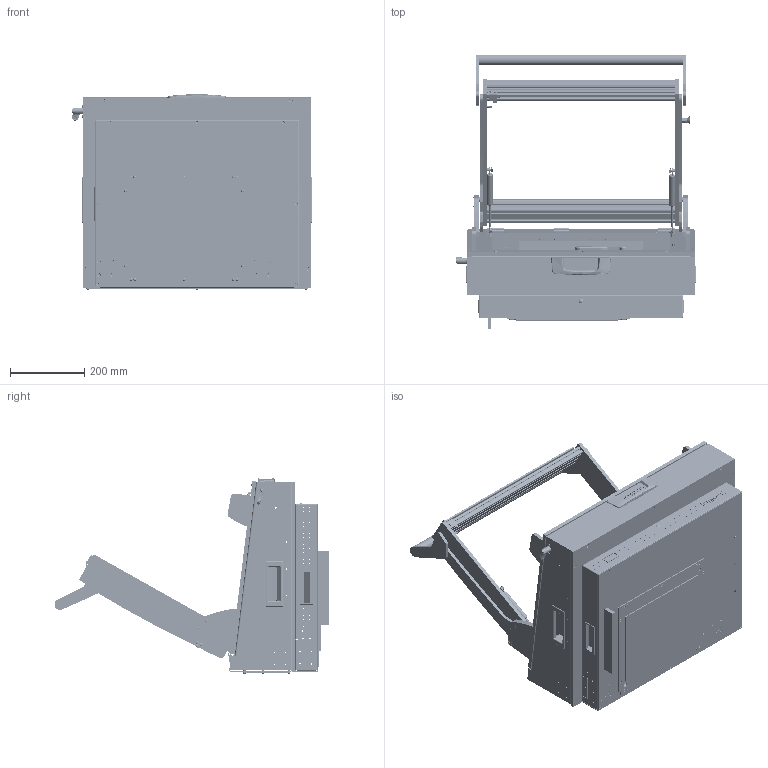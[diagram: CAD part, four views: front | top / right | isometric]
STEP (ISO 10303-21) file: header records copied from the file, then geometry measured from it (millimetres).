
FILE_DESCRIPTION (( 'STEP AP214' ), '1' );
FILE_NAME ('INGUN_33764_open.STEP', '2021-03-01T08:54:54', ( '' ), ( '' ), 'SwSTEP 2.0', 'SolidWorks 2018', '' );
FILE_SCHEMA (( 'AUTOMOTIVE_DESIGN' ));
Length unit declared in the file: millimetre
Products named in the file (121): DIN125~n_05,3 M05,0 Fase; ISO7380~n_M03,0x005; 32171~0_S; DIN912~n_M04,0x012; 31442~5_S; 40513~4_KUNDE<S>; 20902~0; DIN934~n_M04,0; 48728~1_S; 32462~0_S; 2281~0_180ø<Standard>; 37973~3_S; 37972~6_S; DIN7991~n_M04,0x010; 109935~0_KUNDE<S>; 50891~0_KUNDE<S>; 37188~1_S; 9442~0; DIN6325~n_03,0m6x010; 2184~17; DIN985-A2~n_M05,0; DIN7991~n_M05,0x020; 109771~0_offen<S>; DIN6325~n_04,0m6x016; DIN6325~n_04,0m6x024; DIN985-A2~n_M04,0; 53734~1_KUNDE<S>; 31666~1_S; 110322~4_S; 110443~0_S; 8804~0; 37790~9_KUNDE offen<S>; DIN7991~n_M03,0x010 VA; 31109~0; 37967~1_flex <Standard>; 21332~0; 21332_01~0; 30915~0; 2281~0; 53032~0_S ...
Assembly tree (317 placements, depth 5):
  INGUN_33764_open
    46195~1_KUNDE<S>
      2184~17
      9938~11
      2181~6
      46194~1
      9905~1_S
      50891~0_KUNDE<S>
        8857~0_KUNDE<S>
      8859~3  x2
      9442~0  x2
      3064~0_S
      33434~6
      32171~0_S
      53032~0_S
      30758~0_S  x2
        30758_01~0_S
        30758_02~0_S
      31555~4_S
      20902~0  x2
      21332~0  x2
        21332_02~0
        21332_01~0
      32462~0_S  x2
      29805~4_geschlossen<S>
        110322~4_S
        110705~1_S
        30984~0_S
        110231~1_S
        110443~0_S
        30112~0
        ISO7380~n_M05,0x030
        ISO7380~n_M04,0x008  x2
        DIN914~n_M04,0x05
      35334~0_S
      ISO7380~n_M04,0x010  x22
      DIN7991~n_M04,0x016  x10
      DIN7991~n_M05,0x016  x2
      8804~0  x2
      DIN985-A2~n_M04,0  x6
      DIN7991~n_M05,0x020  x4
      DIN7991~n_M04,0x010  x11
      DIN7991~n_M03,0x010 VA  x8
      DIN934~n_M04,0  x8
      DIN125~n_05,3 M05,0 Fase  x4
      ISO7380~n_M03,0x012  x9
    37790~9_KUNDE offen<S>
      109771~0_offen<S>
        38001~12
        37968~2_S
        37971~8_S
        37972~6_S
        2281~0_180ø<Standard>  x3
          2281~0
        37188~1_S  x3
        53031~0_S
        35649~1_S
        35651~1_S
        31253~0_S
        30955~0_S
Bounding box: 647.49 x 741.27 x 528.02 mm (x, y, z)
Volume: 8983657.7 mm3; surface area: 4402613.2 mm2
Topology: 309 solids, 309 shells, 9202 faces, 23378 edges, 14998 vertices
Faces by surface type: cylinder 4492, plane 3038, cone 1177, bspline 236, torus 153, sphere 106
Entity records: 174155 total; most frequent: CARTESIAN_POINT 37655, DIRECTION 27249, ORIENTED_EDGE 24944, EDGE_CURVE 12472, AXIS2_PLACEMENT_3D 10340, VERTEX_POINT 8078, LINE 6569, VECTOR 6569
